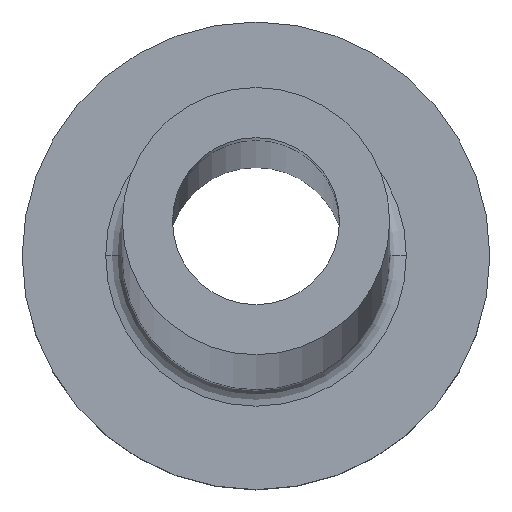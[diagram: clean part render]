
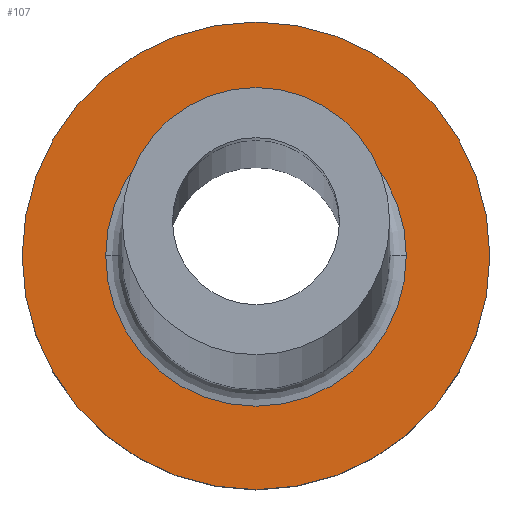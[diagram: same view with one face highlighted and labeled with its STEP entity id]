
A CAD part, top view. The second image highlights one B-rep face of the part: STEP entity #107.
In plain terms, the highlighted planar face has unit normal (0, 0, 1).
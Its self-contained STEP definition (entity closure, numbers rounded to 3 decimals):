
#4 = ORIENTED_EDGE ( 'NONE', *, *, #347, .T. ) ;
#13 = ORIENTED_EDGE ( 'NONE', *, *, #410, .T. ) ;
#16 = CIRCLE ( 'NONE', #46, 7. ) ;
#36 = VERTEX_POINT ( 'NONE', #118 ) ;
#43 = EDGE_CURVE ( 'NONE', #415, #36, #16, .T. ) ;
#46 = AXIS2_PLACEMENT_3D ( 'NONE', #399, #80, #447 ) ;
#56 = CIRCLE ( 'NONE', #67, 7. ) ;
#62 = CARTESIAN_POINT ( 'NONE',  ( 4.5, 0., 5. ) ) ;
#67 = AXIS2_PLACEMENT_3D ( 'NONE', #282, #236, #451 ) ;
#80 = DIRECTION ( 'NONE',  ( 0., 0., 1. ) ) ;
#82 = PLANE ( 'NONE',  #362 ) ;
#101 = CARTESIAN_POINT ( 'NONE',  ( 7., 0., 5. ) ) ;
#107 = ADVANCED_FACE ( 'NONE', ( #194, #408 ), #82, .T. ) ;
#118 = CARTESIAN_POINT ( 'NONE',  ( -7., 0., 5. ) ) ;
#142 = DIRECTION ( 'NONE',  ( 0., 0., -1. ) ) ;
#146 = ORIENTED_EDGE ( 'NONE', *, *, #43, .T. ) ;
#172 = EDGE_CURVE ( 'NONE', #36, #415, #56, .T. ) ;
#174 = CARTESIAN_POINT ( 'NONE',  ( 0., 0., 5. ) ) ;
#194 = FACE_BOUND ( 'NONE', #313, .T. ) ;
#205 = VERTEX_POINT ( 'NONE', #373 ) ;
#214 = EDGE_LOOP ( 'NONE', ( #217, #146 ) ) ;
#217 = ORIENTED_EDGE ( 'NONE', *, *, #172, .T. ) ;
#225 = DIRECTION ( 'NONE',  ( 1., 0., 0. ) ) ;
#236 = DIRECTION ( 'NONE',  ( 0., 0., 1. ) ) ;
#244 = AXIS2_PLACEMENT_3D ( 'NONE', #174, #142, #426 ) ;
#254 = DIRECTION ( 'NONE',  ( 1., 0., 0. ) ) ;
#259 = VERTEX_POINT ( 'NONE', #62 ) ;
#282 = CARTESIAN_POINT ( 'NONE',  ( 0., 0., 5. ) ) ;
#313 = EDGE_LOOP ( 'NONE', ( #4, #13 ) ) ;
#324 = CIRCLE ( 'NONE', #330, 4.5 ) ;
#330 = AXIS2_PLACEMENT_3D ( 'NONE', #386, #432, #254 ) ;
#347 = EDGE_CURVE ( 'NONE', #259, #205, #324, .T. ) ;
#362 = AXIS2_PLACEMENT_3D ( 'NONE', #372, #438, #225 ) ;
#372 = CARTESIAN_POINT ( 'NONE',  ( 0., 0., 5. ) ) ;
#373 = CARTESIAN_POINT ( 'NONE',  ( -4.5, 0., 5. ) ) ;
#386 = CARTESIAN_POINT ( 'NONE',  ( 0., 0., 5. ) ) ;
#399 = CARTESIAN_POINT ( 'NONE',  ( 0., 0., 5. ) ) ;
#408 = FACE_OUTER_BOUND ( 'NONE', #214, .T. ) ;
#410 = EDGE_CURVE ( 'NONE', #205, #259, #446, .T. ) ;
#415 = VERTEX_POINT ( 'NONE', #101 ) ;
#426 = DIRECTION ( 'NONE',  ( 1., 0., 0. ) ) ;
#432 = DIRECTION ( 'NONE',  ( 0., 0., -1. ) ) ;
#438 = DIRECTION ( 'NONE',  ( 0., 0., 1. ) ) ;
#446 = CIRCLE ( 'NONE', #244, 4.5 ) ;
#447 = DIRECTION ( 'NONE',  ( 1., 0., 0. ) ) ;
#451 = DIRECTION ( 'NONE',  ( 1., 0., 0. ) ) ;
